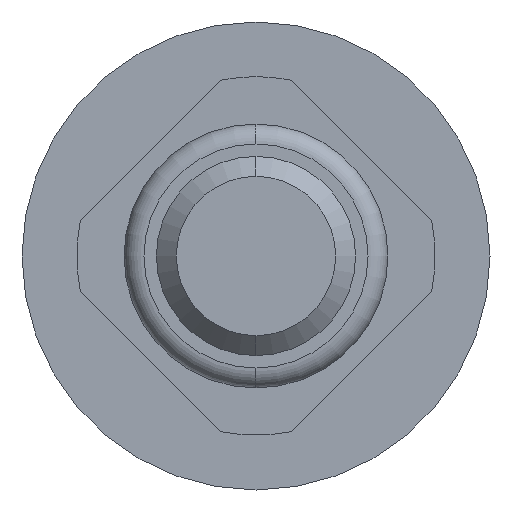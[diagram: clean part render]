
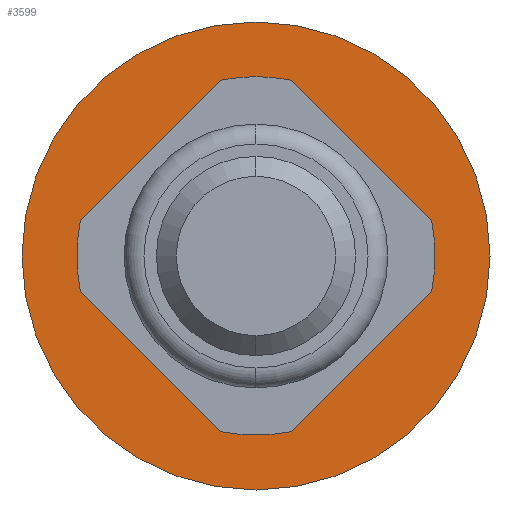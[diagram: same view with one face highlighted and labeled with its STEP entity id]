
A CAD part, front view. The second image highlights one B-rep face of the part: STEP entity #3599.
In plain terms, the highlighted planar face has unit normal (0, -1, 0).
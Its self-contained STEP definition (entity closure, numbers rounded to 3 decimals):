
#4 = AXIS2_PLACEMENT_3D ( 'NONE', #1163, #2324, #3146 ) ;
#21 = VERTEX_POINT ( 'NONE', #466 ) ;
#40 = CIRCLE ( 'NONE', #4, 0.9 ) ;
#395 = CARTESIAN_POINT ( 'NONE',  ( 0., 5.3, -0.9 ) ) ;
#466 = CARTESIAN_POINT ( 'NONE',  ( 0., 5.3, 2.35 ) ) ;
#489 = CARTESIAN_POINT ( 'NONE',  ( 0., 5.3, 0.9 ) ) ;
#562 = DIRECTION ( 'NONE',  ( 0., 0., -1. ) ) ;
#685 = VERTEX_POINT ( 'NONE', #489 ) ;
#698 = ORIENTED_EDGE ( 'NONE', *, *, #2401, .F. ) ;
#820 = CIRCLE ( 'NONE', #1174, 2.35 ) ;
#954 = ORIENTED_EDGE ( 'NONE', *, *, #2794, .F. ) ;
#1041 = FACE_OUTER_BOUND ( 'NONE', #2534, .T. ) ;
#1163 = CARTESIAN_POINT ( 'NONE',  ( 0., 5.3, 0. ) ) ;
#1171 = CARTESIAN_POINT ( 'NONE',  ( 0., 5.3, 0. ) ) ;
#1174 = AXIS2_PLACEMENT_3D ( 'NONE', #3063, #1347, #1623 ) ;
#1188 = VERTEX_POINT ( 'NONE', #2164 ) ;
#1226 = CIRCLE ( 'NONE', #2962, 0.9 ) ;
#1304 = FACE_BOUND ( 'NONE', #2198, .T. ) ;
#1347 = DIRECTION ( 'NONE',  ( 0., -1., 0. ) ) ;
#1377 = ORIENTED_EDGE ( 'NONE', *, *, #2231, .T. ) ;
#1426 = DIRECTION ( 'NONE',  ( 0., -1., 0. ) ) ;
#1453 = ORIENTED_EDGE ( 'NONE', *, *, #2168, .T. ) ;
#1457 = AXIS2_PLACEMENT_3D ( 'NONE', #2370, #1562, #1833 ) ;
#1562 = DIRECTION ( 'NONE',  ( 0., -1., 0. ) ) ;
#1623 = DIRECTION ( 'NONE',  ( 0., 0., -1. ) ) ;
#1721 = CIRCLE ( 'NONE', #1873, 2.35 ) ;
#1833 = DIRECTION ( 'NONE',  ( 0., 0., -1. ) ) ;
#1873 = AXIS2_PLACEMENT_3D ( 'NONE', #3660, #1426, #3087 ) ;
#2164 = CARTESIAN_POINT ( 'NONE',  ( 0., 5.3, -2.35 ) ) ;
#2168 = EDGE_CURVE ( 'Defeature ausgef�hrt3_24+Defeature ausgef�hrt3_23+Defeature ausgef�hrt3_23+Defeature ausgef�hrt3_23', #21, #1188, #820, .T. ) ;
#2198 = EDGE_LOOP ( 'NONE', ( #698, #954 ) ) ;
#2231 = EDGE_CURVE ( 'Defeature ausgef�hrt3_24+Defeature ausgef�hrt3_23+Defeature ausgef�hrt3_23+Defeature ausgef�hrt3_23', #1188, #21, #1721, .T. ) ;
#2324 = DIRECTION ( 'NONE',  ( 0., -1., 0. ) ) ;
#2370 = CARTESIAN_POINT ( 'NONE',  ( 2.35, 5.3, 0. ) ) ;
#2401 = EDGE_CURVE ( 'Defeature ausgef�hrt3_19+Defeature ausgef�hrt3_24+Defeature ausgef�hrt3_24+Defeature ausgef�hrt3_24', #3472, #685, #1226, .T. ) ;
#2534 = EDGE_LOOP ( 'NONE', ( #1377, #1453 ) ) ;
#2794 = EDGE_CURVE ( 'Defeature ausgef�hrt3_19+Defeature ausgef�hrt3_24+Defeature ausgef�hrt3_24+Defeature ausgef�hrt3_24', #685, #3472, #40, .T. ) ;
#2962 = AXIS2_PLACEMENT_3D ( 'NONE', #1171, #3725, #562 ) ;
#3063 = CARTESIAN_POINT ( 'NONE',  ( 0., 5.3, 0. ) ) ;
#3087 = DIRECTION ( 'NONE',  ( 0., 0., -1. ) ) ;
#3146 = DIRECTION ( 'NONE',  ( 0., 0., -1. ) ) ;
#3472 = VERTEX_POINT ( 'NONE', #395 ) ;
#3513 = PLANE ( 'NONE',  #1457 ) ;
#3599 = ADVANCED_FACE ( 'Defeature ausgef�hrt3_24', ( #1041, #1304 ), #3513, .T. ) ;
#3660 = CARTESIAN_POINT ( 'NONE',  ( 0., 5.3, 0. ) ) ;
#3725 = DIRECTION ( 'NONE',  ( 0., -1., 0. ) ) ;
